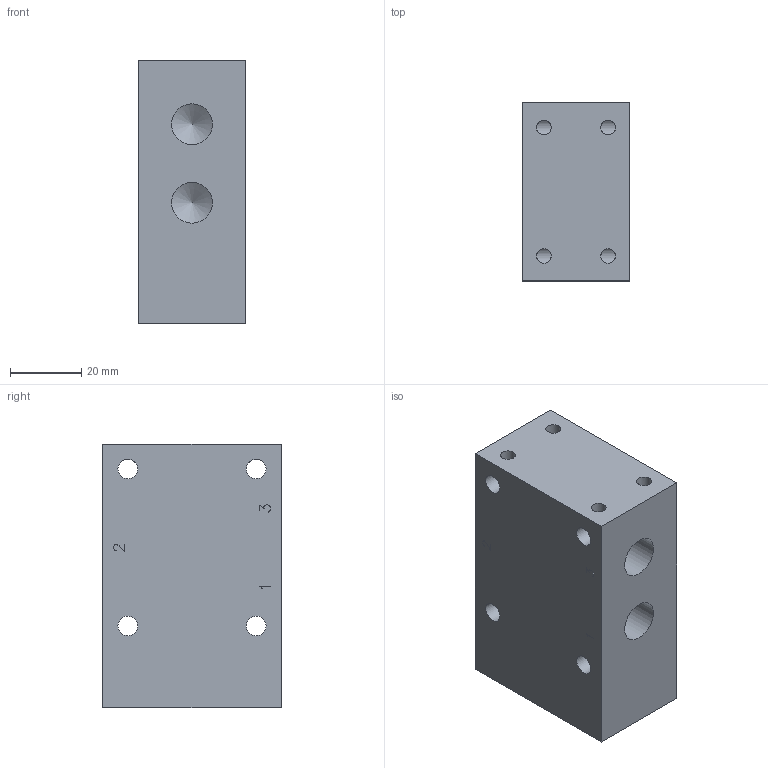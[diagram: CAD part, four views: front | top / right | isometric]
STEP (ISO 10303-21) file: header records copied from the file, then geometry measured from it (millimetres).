
FILE_DESCRIPTION (( 'STEP AP214' ), '1' );
FILE_NAME ('P-07-312_Airtec.step', '2018-12-06T09:44:21', ( '' ), ( '' ), 'SwSTEP 2.0', 'SolidWorks 2010', '' );
FILE_SCHEMA (( 'AUTOMOTIVE_DESIGN' ));
Length unit declared in the file: millimetre
Products named in the file (1): P-07-312_Airtec
Bounding box: 30 x 50 x 74 mm (x, y, z)
Volume: 102859.4 mm3; surface area: 18637 mm2
Topology: 1 solids, 1 shells, 162 faces, 464 edges, 310 vertices
Faces by surface type: plane 146, cylinder 12, cone 4
Full cylindrical faces by diameter (mm): 4.134 x4, 5.5 x4, 8.566 x1, 11.445 x3
Entity records: 5328 total; most frequent: CARTESIAN_POINT 1137, ORIENTED_EDGE 876, DIRECTION 780, EDGE_CURVE 438, LINE 414, VECTOR 414, VERTEX_POINT 300, EDGE_LOOP 200
